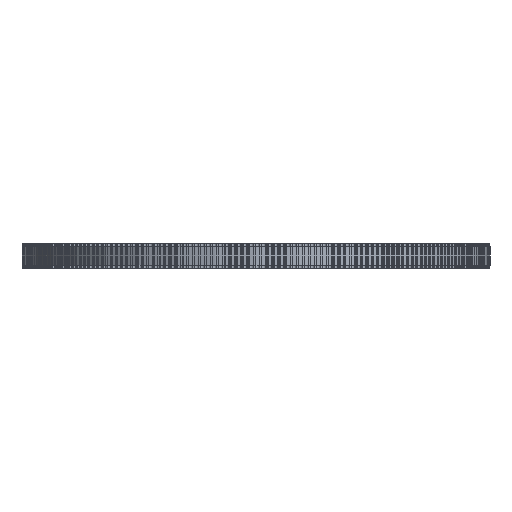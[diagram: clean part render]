
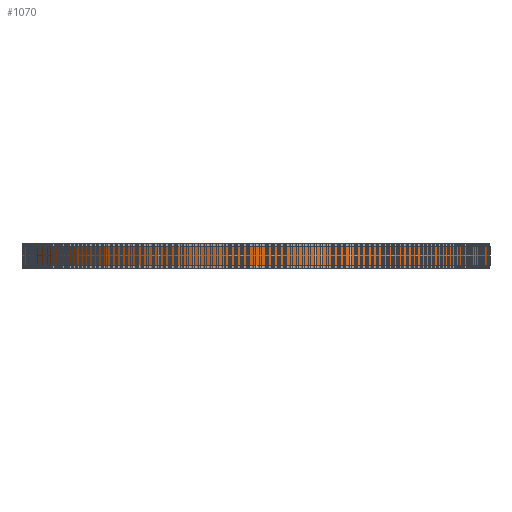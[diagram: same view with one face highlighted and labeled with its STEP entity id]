
A CAD part, left-side view. The second image highlights one B-rep face of the part: STEP entity #1070.
In plain terms, the highlighted cylindrical face has radius 75.439 mm (diameter 150.879 mm), a full revolution.
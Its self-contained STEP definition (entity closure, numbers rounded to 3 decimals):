
#97=FACE_BOUND('',#3920,.T.);
#98=FACE_BOUND('',#3921,.T.);
#1070=ADVANCED_FACE('',(#97,#98),#2019,.T.);
#2019=CYLINDRICAL_SURFACE('',#20999,75.439);
#3920=EDGE_LOOP('',(#11506));
#3921=EDGE_LOOP('',(#11507));
#11506=ORIENTED_EDGE('',*,*,#16250,.T.);
#11507=ORIENTED_EDGE('',*,*,#16251,.T.);
#13404=VERTEX_POINT('',#33340);
#13405=VERTEX_POINT('',#33342);
#16250=EDGE_CURVE('',#13404,#13404,#18148,.T.);
#16251=EDGE_CURVE('',#13405,#13405,#18149,.T.);
#18148=CIRCLE('',#20997,75.439);
#18149=CIRCLE('',#20998,75.439);
#20997=AXIS2_PLACEMENT_3D('',#33339,#27642,#27643);
#20998=AXIS2_PLACEMENT_3D('',#33341,#27644,#27645);
#20999=AXIS2_PLACEMENT_3D('',#33343,#27646,#27647);
#27642=DIRECTION('',(0.,0.,1.));
#27643=DIRECTION('',(1.,0.,0.));
#27644=DIRECTION('',(0.,0.,-1.));
#27645=DIRECTION('',(1.,0.,0.));
#27646=DIRECTION('',(0.,0.,1.));
#27647=DIRECTION('',(1.,0.,0.));
#33339=CARTESIAN_POINT('',(0.,0.,1.));
#33340=CARTESIAN_POINT('',(75.439,0.,1.));
#33341=CARTESIAN_POINT('',(0.,0.,7.));
#33342=CARTESIAN_POINT('',(75.439,0.,7.));
#33343=CARTESIAN_POINT('',(0.,0.,1.));
